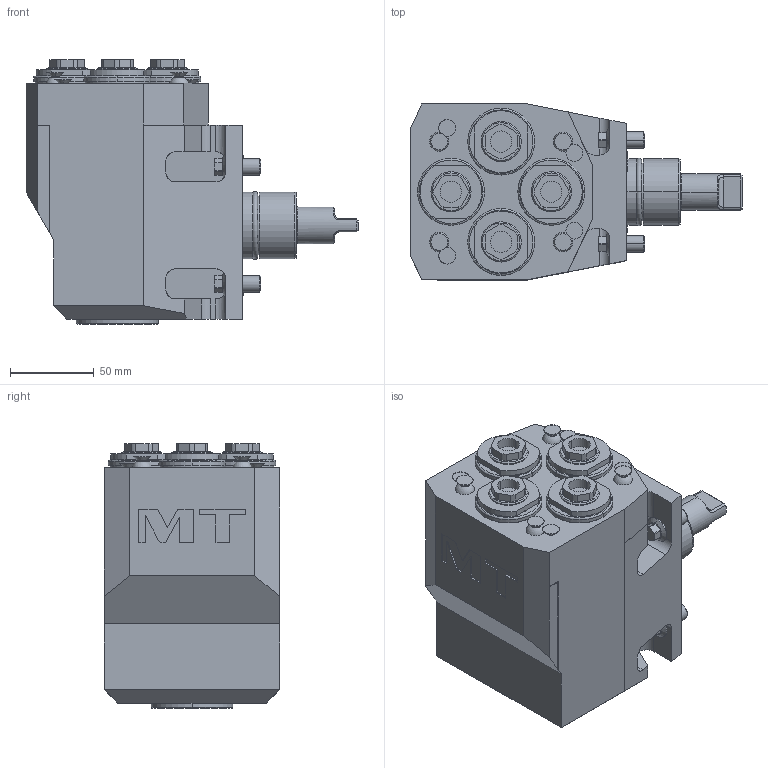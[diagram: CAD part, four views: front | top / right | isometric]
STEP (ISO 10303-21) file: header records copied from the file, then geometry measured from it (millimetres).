
FILE_DESCRIPTION((''),'2;1');
FILE_NAME('MNZ0670416_CONF','2023-02-22T14:19:25',('sterribile'),('M.T. srl'),'CREO PARAMETRIC BY PTC INC, 2021072','CREO PARAMETRIC BY PTC INC, 2021072','');
FILE_SCHEMA(('CONFIG_CONTROL_DESIGN'));
Length unit declared in the file: millimetre
Products named in the file (1): MNZ0670416_CONF
Bounding box: 198.5 x 105 x 158.23 mm (x, y, z)
Volume: 1660440.7 mm3; surface area: 119223.6 mm2
Topology: 1 solids, 1 shells, 573 faces, 1413 edges, 914 vertices
Faces by surface type: plane 253, cylinder 218, cone 78, torus 14, sphere 4, bspline 4, extrusion 2
Entity records: 18246 total; most frequent: CARTESIAN_POINT 4347, DIRECTION 2975, ORIENTED_EDGE 2826, EDGE_CURVE 1413, AXIS2_PLACEMENT_3D 1117, VERTEX_POINT 914, VECTOR 741, LINE 739
